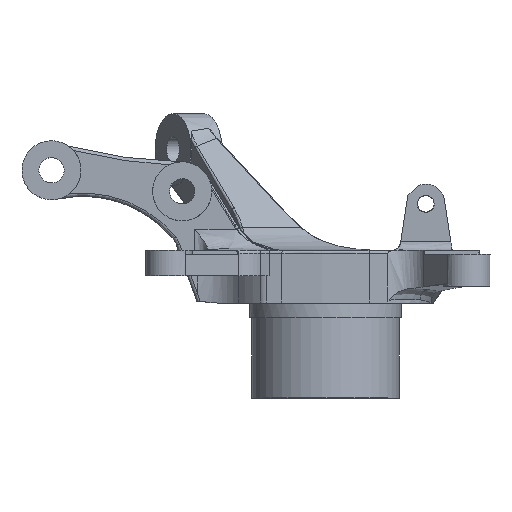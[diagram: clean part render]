
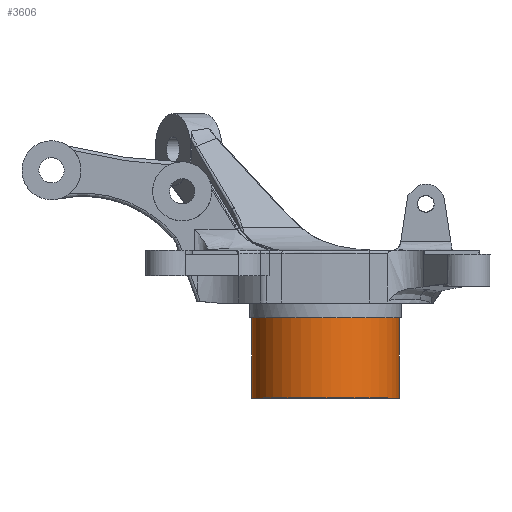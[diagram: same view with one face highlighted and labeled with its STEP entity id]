
A CAD part, top view. The second image highlights one B-rep face of the part: STEP entity #3606.
In plain terms, the highlighted free-form (B-spline) face has degree [2, 1] with [5, 2] control points.
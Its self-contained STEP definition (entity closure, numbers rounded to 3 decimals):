
#22 = VERTEX_POINT('',#23);
#23 = CARTESIAN_POINT('',(40.736,0.,0.));
#24 = VERTEX_POINT('',#25);
#25 = CARTESIAN_POINT('',(-40.736,0.,0.));
#33 = EDGE_CURVE('',#24,#22,#34,.T.);
#34 = ( BOUNDED_CURVE() B_SPLINE_CURVE(2,(#35,#36,#37,#38,#39),
.UNSPECIFIED.,.F.,.F.) B_SPLINE_CURVE_WITH_KNOTS((3,2,3),(0.,
1.571,3.142),.PIECEWISE_BEZIER_KNOTS.) CURVE() 
GEOMETRIC_REPRESENTATION_ITEM() RATIONAL_B_SPLINE_CURVE((1.,
0.707,1.,0.707,1.)) REPRESENTATION_ITEM('') );
#35 = CARTESIAN_POINT('',(-40.736,0.,0.));
#36 = CARTESIAN_POINT('',(-40.736,0.,40.736));
#37 = CARTESIAN_POINT('',(0.,0.,40.736));
#38 = CARTESIAN_POINT('',(40.736,0.,40.736));
#39 = CARTESIAN_POINT('',(40.736,0.,0.));
#3557 = VERTEX_POINT('',#3558);
#3558 = CARTESIAN_POINT('',(40.736,44.228,0.));
#3559 = VERTEX_POINT('',#3560);
#3560 = CARTESIAN_POINT('',(-40.736,44.228,0.));
#3568 = EDGE_CURVE('',#3559,#3557,#3569,.T.);
#3569 = ( BOUNDED_CURVE() B_SPLINE_CURVE(2,(#3570,#3571,#3572,#3573,
#3574),.UNSPECIFIED.,.F.,.F.) B_SPLINE_CURVE_WITH_KNOTS((3,2,3),(0.,
1.571,3.142),.PIECEWISE_BEZIER_KNOTS.) CURVE() 
GEOMETRIC_REPRESENTATION_ITEM() RATIONAL_B_SPLINE_CURVE((1.,
0.707,1.,0.707,1.)) REPRESENTATION_ITEM('') );
#3570 = CARTESIAN_POINT('',(-40.736,44.228,0.));
#3571 = CARTESIAN_POINT('',(-40.736,44.228,
    40.736));
#3572 = CARTESIAN_POINT('',(0.,44.228,
    40.736));
#3573 = CARTESIAN_POINT('',(40.736,44.228,
    40.736));
#3574 = CARTESIAN_POINT('',(40.736,44.228,
    0.));
#3585 = EDGE_CURVE('',#24,#3559,#3586,.T.);
#3586 = B_SPLINE_CURVE_WITH_KNOTS('',1,(#3587,#3588),.UNSPECIFIED.,.F.,
  .F.,(2,2),(0.,38.),.PIECEWISE_BEZIER_KNOTS.);
#3587 = CARTESIAN_POINT('',(-40.736,0.,0.));
#3588 = CARTESIAN_POINT('',(-40.736,44.228,0.));
#3591 = EDGE_CURVE('',#22,#3557,#3592,.T.);
#3592 = B_SPLINE_CURVE_WITH_KNOTS('',1,(#3593,#3594),.UNSPECIFIED.,.F.,
  .F.,(2,2),(0.,38.),.PIECEWISE_BEZIER_KNOTS.);
#3593 = CARTESIAN_POINT('',(40.736,0.,0.));
#3594 = CARTESIAN_POINT('',(40.736,44.228,0.));
#3606 = ADVANCED_FACE('',(#3607),#3613,.F.);
#3607 = FACE_BOUND('',#3608,.F.);
#3608 = EDGE_LOOP('',(#3609,#3610,#3611,#3612));
#3609 = ORIENTED_EDGE('',*,*,#3568,.T.);
#3610 = ORIENTED_EDGE('',*,*,#3591,.F.);
#3611 = ORIENTED_EDGE('',*,*,#33,.F.);
#3612 = ORIENTED_EDGE('',*,*,#3585,.T.);
#3613 = ( BOUNDED_SURFACE() B_SPLINE_SURFACE(2,1,(
    (#3614,#3615)
    ,(#3616,#3617)
    ,(#3618,#3619)
    ,(#3620,#3621)
    ,(#3622,#3623
)),.UNSPECIFIED.,.F.,.F.,.F.) B_SPLINE_SURFACE_WITH_KNOTS((3,2,3),(2,2),
  (0.063,1.634,3.204),(0.76,38.76),
.PIECEWISE_BEZIER_KNOTS.) GEOMETRIC_REPRESENTATION_ITEM() 
RATIONAL_B_SPLINE_SURFACE((
    (1.,1.)
    ,(0.707,0.707)
    ,(1.,1.)
    ,(0.707,0.707)
,(1.,1.))) REPRESENTATION_ITEM('') SURFACE() );
#3614 = CARTESIAN_POINT('',(40.736,0.,0.));
#3615 = CARTESIAN_POINT('',(40.736,44.228,0.));
#3616 = CARTESIAN_POINT('',(40.736,0.,40.736));
#3617 = CARTESIAN_POINT('',(40.736,44.228,
    40.736));
#3618 = CARTESIAN_POINT('',(0.,0.,40.736));
#3619 = CARTESIAN_POINT('',(0.,44.228,
    40.736));
#3620 = CARTESIAN_POINT('',(-40.736,0.,40.736));
#3621 = CARTESIAN_POINT('',(-40.736,44.228,
    40.736));
#3622 = CARTESIAN_POINT('',(-40.736,0.,0.));
#3623 = CARTESIAN_POINT('',(-40.736,44.228,
    0.));
